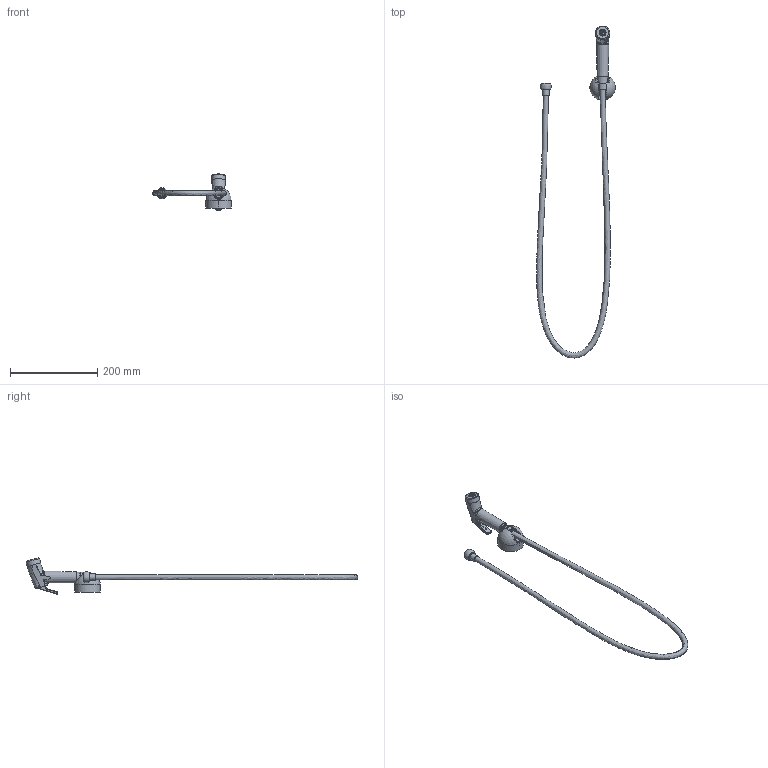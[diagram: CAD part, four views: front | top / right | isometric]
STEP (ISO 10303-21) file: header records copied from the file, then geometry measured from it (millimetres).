
FILE_DESCRIPTION (( 'STEP AP203' ), '1' );
FILE_NAME ('99FP01572.STEP', '2025-07-03T07:03:37', ( '' ), ( '' ), 'SwSTEP 2.0', 'SolidWorks 2021', '' );
FILE_SCHEMA (( 'CONFIG_CONTROL_DESIGN' ));
Length unit declared in the file: millimetre
Products named in the file (1): 99FP01572
Bounding box: 180.47 x 760.91 x 82.91 mm (x, y, z)
Volume: 256830.9 mm3; surface area: 98716.2 mm2
Topology: 5 solids, 5 shells, 273 faces, 618 edges, 402 vertices
Faces by surface type: plane 119, cylinder 87, bspline 40, torus 19, cone 5, sphere 3
Full cylindrical faces by diameter (mm): 1.5 x33, 4 x2, 7.135 x2, 8.8 x1, 11 x2, 14.5 x1, 15 x1, 15.05 x1, 17.5 x3, 17.8 x1, 18.25 x1, 18.4 x1, 18.8 x1, 20 x1, 32 x1, 54.3 x1, 58.5 x1
Entity records: 12862 total; most frequent: CARTESIAN_POINT 7382, ORIENTED_EDGE 1068, DIRECTION 1013, EDGE_CURVE 534, AXIS2_PLACEMENT_3D 434, VERTEX_POINT 387, EDGE_LOOP 387, FACE_OUTER_BOUND 328
